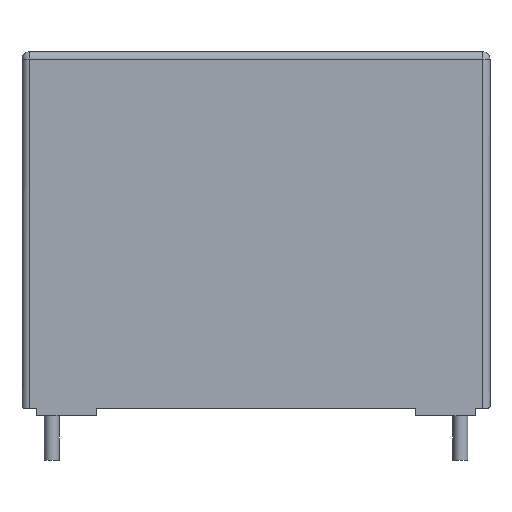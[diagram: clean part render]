
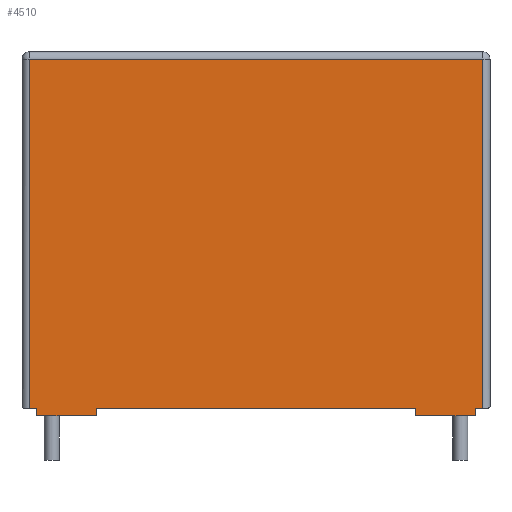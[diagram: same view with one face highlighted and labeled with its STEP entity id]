
A CAD part, front view. The second image highlights one B-rep face of the part: STEP entity #4510.
In plain terms, the highlighted planar face has unit normal (0, -1, 0).
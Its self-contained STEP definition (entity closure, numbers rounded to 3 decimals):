
#50 = ORIENTED_EDGE ( 'NONE', *, *, #5947, .T. ) ;
#68 = VERTEX_POINT ( 'NONE', #6694 ) ;
#84 = EDGE_CURVE ( 'NONE', #849, #3693, #5823, .T. ) ;
#176 = CARTESIAN_POINT ( 'NONE',  ( 30.5, 0., 0. ) ) ;
#261 = CARTESIAN_POINT ( 'NONE',  ( 5., 0., 0.5 ) ) ;
#359 = VERTEX_POINT ( 'NONE', #1509 ) ;
#464 = ORIENTED_EDGE ( 'NONE', *, *, #9207, .T. ) ;
#544 = LINE ( 'NONE', #6297, #2263 ) ;
#583 = EDGE_LOOP ( 'NONE', ( #2016, #6134, #464, #918, #7878, #8258, #10652, #3835, #50, #10272, #9838, #1381 ) ) ;
#586 = DIRECTION ( 'NONE',  ( 0., 0., 1. ) ) ;
#647 = VECTOR ( 'NONE', #2048, 1000. ) ;
#668 = EDGE_CURVE ( 'NONE', #5742, #7555, #2443, .T. ) ;
#734 = DIRECTION ( 'NONE',  ( 0., 1., 0. ) ) ;
#833 = DIRECTION ( 'NONE',  ( 0., 0., -1. ) ) ;
#849 = VERTEX_POINT ( 'NONE', #261 ) ;
#918 = ORIENTED_EDGE ( 'NONE', *, *, #668, .T. ) ;
#1085 = DIRECTION ( 'NONE',  ( 0., 0., -1. ) ) ;
#1381 = ORIENTED_EDGE ( 'NONE', *, *, #9504, .T. ) ;
#1443 = CARTESIAN_POINT ( 'NONE',  ( 0., 0., 0. ) ) ;
#1509 = CARTESIAN_POINT ( 'NONE',  ( 0.5, 0., 24. ) ) ;
#1513 = VERTEX_POINT ( 'NONE', #9563 ) ;
#1534 = LINE ( 'NONE', #2290, #6712 ) ;
#1646 = FACE_OUTER_BOUND ( 'NONE', #583, .T. ) ;
#1844 = CARTESIAN_POINT ( 'NONE',  ( 30.5, 0., 0. ) ) ;
#2016 = ORIENTED_EDGE ( 'NONE', *, *, #8953, .T. ) ;
#2048 = DIRECTION ( 'NONE',  ( 1., 0., 0. ) ) ;
#2149 = VECTOR ( 'NONE', #1085, 1000. ) ;
#2263 = VECTOR ( 'NONE', #9728, 1000. ) ;
#2290 = CARTESIAN_POINT ( 'NONE',  ( 0., 0., 24. ) ) ;
#2300 = VERTEX_POINT ( 'NONE', #10424 ) ;
#2373 = LINE ( 'NONE', #7284, #4894 ) ;
#2443 = LINE ( 'NONE', #10022, #7805 ) ;
#2500 = DIRECTION ( 'NONE',  ( 0., 0., -1. ) ) ;
#2653 = EDGE_CURVE ( 'NONE', #7555, #6022, #2783, .T. ) ;
#2783 = LINE ( 'NONE', #8463, #5546 ) ;
#3424 = VECTOR ( 'NONE', #5982, 1000. ) ;
#3475 = CARTESIAN_POINT ( 'NONE',  ( 0.5, 0., 24.5 ) ) ;
#3507 = CARTESIAN_POINT ( 'NONE',  ( 31., 0., 24.5 ) ) ;
#3559 = VERTEX_POINT ( 'NONE', #1844 ) ;
#3579 = EDGE_CURVE ( 'NONE', #359, #2300, #6693, .T. ) ;
#3693 = VERTEX_POINT ( 'NONE', #10433 ) ;
#3725 = CARTESIAN_POINT ( 'NONE',  ( 30.5, 0., 0.5 ) ) ;
#3835 = ORIENTED_EDGE ( 'NONE', *, *, #6496, .T. ) ;
#4510 = ADVANCED_FACE ( 'NONE', ( #1646 ), #5718, .F. ) ;
#4807 = EDGE_CURVE ( 'NONE', #7033, #1513, #544, .T. ) ;
#4894 = VECTOR ( 'NONE', #586, 1000. ) ;
#4960 = CARTESIAN_POINT ( 'NONE',  ( 0., 0., 24.5 ) ) ;
#5010 = CARTESIAN_POINT ( 'NONE',  ( 26.5, 0., 0.5 ) ) ;
#5136 = LINE ( 'NONE', #3507, #8675 ) ;
#5546 = VECTOR ( 'NONE', #10238, 1000. ) ;
#5584 = LINE ( 'NONE', #1443, #5768 ) ;
#5718 = PLANE ( 'NONE',  #6629 ) ;
#5742 = VERTEX_POINT ( 'NONE', #7523 ) ;
#5768 = VECTOR ( 'NONE', #8045, 1000. ) ;
#5823 = LINE ( 'NONE', #5010, #6107 ) ;
#5947 = EDGE_CURVE ( 'NONE', #68, #3559, #5584, .T. ) ;
#5966 = EDGE_CURVE ( 'NONE', #6022, #849, #2373, .T. ) ;
#5982 = DIRECTION ( 'NONE',  ( 0., 0., 1. ) ) ;
#6022 = VERTEX_POINT ( 'NONE', #7401 ) ;
#6027 = LINE ( 'NONE', #6190, #647 ) ;
#6107 = VECTOR ( 'NONE', #9013, 1000. ) ;
#6134 = ORIENTED_EDGE ( 'NONE', *, *, #3579, .T. ) ;
#6190 = CARTESIAN_POINT ( 'NONE',  ( 0., 0., 0.5 ) ) ;
#6297 = CARTESIAN_POINT ( 'NONE',  ( 31.5, 0., 0.5 ) ) ;
#6308 = DIRECTION ( 'NONE',  ( -1., 0., 0. ) ) ;
#6496 = EDGE_CURVE ( 'NONE', #3693, #68, #9243, .T. ) ;
#6629 = AXIS2_PLACEMENT_3D ( 'NONE', #4960, #734, #9188 ) ;
#6693 = LINE ( 'NONE', #3475, #2149 ) ;
#6694 = CARTESIAN_POINT ( 'NONE',  ( 26.5, 0., 0. ) ) ;
#6712 = VECTOR ( 'NONE', #6308, 1000. ) ;
#7033 = VERTEX_POINT ( 'NONE', #3725 ) ;
#7123 = VERTEX_POINT ( 'NONE', #10579 ) ;
#7284 = CARTESIAN_POINT ( 'NONE',  ( 5., 0., 0. ) ) ;
#7401 = CARTESIAN_POINT ( 'NONE',  ( 5., 0., 0. ) ) ;
#7523 = CARTESIAN_POINT ( 'NONE',  ( 1., 0., 0.5 ) ) ;
#7555 = VERTEX_POINT ( 'NONE', #10793 ) ;
#7805 = VECTOR ( 'NONE', #2500, 1000. ) ;
#7878 = ORIENTED_EDGE ( 'NONE', *, *, #2653, .T. ) ;
#8045 = DIRECTION ( 'NONE',  ( 1., 0., 0. ) ) ;
#8258 = ORIENTED_EDGE ( 'NONE', *, *, #5966, .T. ) ;
#8463 = CARTESIAN_POINT ( 'NONE',  ( 0., 0., 0. ) ) ;
#8675 = VECTOR ( 'NONE', #9368, 1000. ) ;
#8953 = EDGE_CURVE ( 'NONE', #7123, #359, #1534, .T. ) ;
#9013 = DIRECTION ( 'NONE',  ( 1., 0., 0. ) ) ;
#9022 = CARTESIAN_POINT ( 'NONE',  ( 26.5, 0., 0. ) ) ;
#9135 = EDGE_CURVE ( 'NONE', #3559, #7033, #10030, .T. ) ;
#9188 = DIRECTION ( 'NONE',  ( 0., 0., 1. ) ) ;
#9207 = EDGE_CURVE ( 'NONE', #2300, #5742, #6027, .T. ) ;
#9243 = LINE ( 'NONE', #9022, #10339 ) ;
#9368 = DIRECTION ( 'NONE',  ( 0., 0., 1. ) ) ;
#9504 = EDGE_CURVE ( 'NONE', #1513, #7123, #5136, .T. ) ;
#9563 = CARTESIAN_POINT ( 'NONE',  ( 31., 0., 0.5 ) ) ;
#9728 = DIRECTION ( 'NONE',  ( 1., 0., 0. ) ) ;
#9838 = ORIENTED_EDGE ( 'NONE', *, *, #4807, .T. ) ;
#10022 = CARTESIAN_POINT ( 'NONE',  ( 1., 0., 0. ) ) ;
#10030 = LINE ( 'NONE', #176, #3424 ) ;
#10238 = DIRECTION ( 'NONE',  ( 1., 0., 0. ) ) ;
#10272 = ORIENTED_EDGE ( 'NONE', *, *, #9135, .T. ) ;
#10339 = VECTOR ( 'NONE', #833, 1000. ) ;
#10424 = CARTESIAN_POINT ( 'NONE',  ( 0.5, 0., 0.5 ) ) ;
#10433 = CARTESIAN_POINT ( 'NONE',  ( 26.5, 0., 0.5 ) ) ;
#10579 = CARTESIAN_POINT ( 'NONE',  ( 31., 0., 24. ) ) ;
#10652 = ORIENTED_EDGE ( 'NONE', *, *, #84, .T. ) ;
#10793 = CARTESIAN_POINT ( 'NONE',  ( 1., 0., 0. ) ) ;
